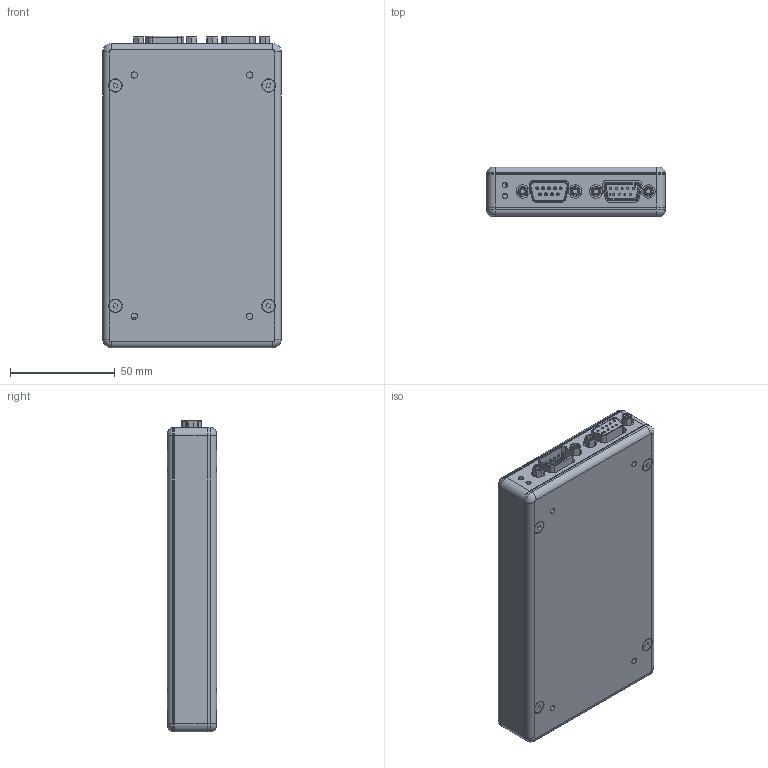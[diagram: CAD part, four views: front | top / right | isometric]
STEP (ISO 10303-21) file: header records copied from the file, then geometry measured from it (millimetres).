
FILE_DESCRIPTION (( 'STEP AP214' ), '1' );
FILE_NAME ('MMC-X00-01000.STEP', '2019-09-05T23:01:02', ( '' ), ( '' ), 'SwSTEP 2.0', 'SolidWorks 2018', '' );
FILE_SCHEMA (( 'AUTOMOTIVE_DESIGN' ));
Length unit declared in the file: millimetre
Products named in the file (15): 110007-A Connector D-sub Female SC.STEP; MMC PCB.STEP; CUI MD-80S_MD-80S.STEP; CUI-PJ-002B-SMT_PJ-002B-SMT.STEP; Samtec-TSM-125-01-L-DV.STEP; 130008 D-sub Standoff.STEP; RJ-11 955012641.STEP; 430222-A Module 2U Cover Female.STEP; MMC-X00-01000; SCREW, SHCS-F, M-DIN_M3 x 0.5 x 08mm.STEP; 430221-B Module 2U Cover Male.STEP; 430220-C Module 2U, Housing Frame.STEP; MMC-X00-01000.STEP; 110006-109 Connector D-sub Male SC.STEP; USB mini.STEP
Assembly tree (24 placements, depth 3):
  MMC-X00-01000
    MMC-X00-01000.STEP
      430220-C Module 2U, Housing Frame.STEP
      430221-B Module 2U Cover Male.STEP
      430222-A Module 2U Cover Female.STEP
      SCREW, SHCS-F, M-DIN_M3 x 0.5 x 08mm.STEP  x8
      110006-109 Connector D-sub Male SC.STEP
      110007-A Connector D-sub Female SC.STEP
      130008 D-sub Standoff.STEP  x4
      MMC PCB.STEP
      CUI MD-80S_MD-80S.STEP
      CUI-PJ-002B-SMT_PJ-002B-SMT.STEP
      RJ-11 955012641.STEP
      Samtec-TSM-125-01-L-DV.STEP
      USB mini.STEP
Bounding box: 85 x 23.4 x 148.5 mm (x, y, z)
Volume: 123653.7 mm3; surface area: 106451.8 mm2
Topology: 29 solids, 29 shells, 3784 faces, 9754 edges, 6256 vertices
Faces by surface type: plane 2724, cylinder 719, bspline 157, cone 130, torus 52, sphere 2
Entity records: 129184 total; most frequent: CARTESIAN_POINT 28851, ORIENTED_EDGE 18678, DIRECTION 17471, EDGE_CURVE 9339, LINE 7451, VECTOR 7451, VERTEX_POINT 6008, AXIS2_PLACEMENT_3D 5010
